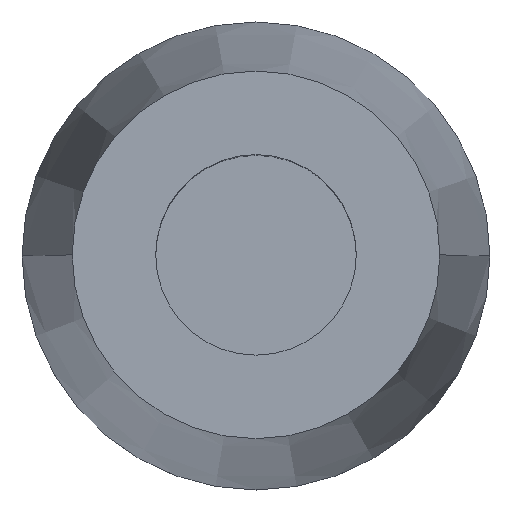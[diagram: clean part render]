
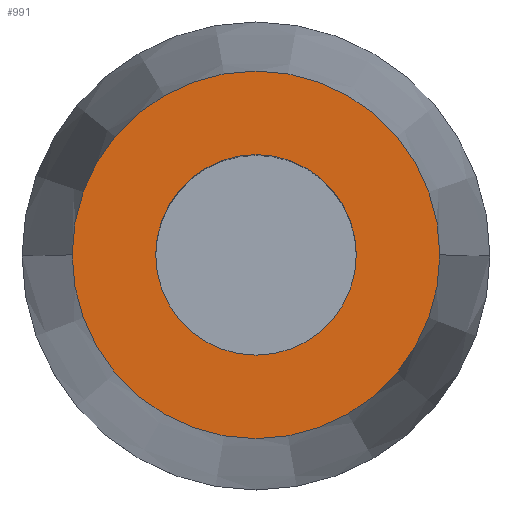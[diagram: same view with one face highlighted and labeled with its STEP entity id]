
A CAD part, top view. The second image highlights one B-rep face of the part: STEP entity #991.
In plain terms, the highlighted planar face has unit normal (0, 0, 1).
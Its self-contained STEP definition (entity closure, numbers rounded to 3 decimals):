
#122 = AXIS2_PLACEMENT_3D ( 'NONE', #2945, #2696, #177 ) ;
#161 = DIRECTION ( 'NONE',  ( 0., 0., 1. ) ) ;
#177 = DIRECTION ( 'NONE',  ( -1., 0., 0. ) ) ;
#192 = ORIENTED_EDGE ( 'NONE', *, *, #866, .F. ) ;
#236 = AXIS2_PLACEMENT_3D ( 'NONE', #2367, #2867, #852 ) ;
#286 = EDGE_CURVE ( 'NONE', #2786, #2566, #1763, .T. ) ;
#290 = CARTESIAN_POINT ( 'NONE',  ( 0., 0., 95. ) ) ;
#298 = ORIENTED_EDGE ( 'NONE', *, *, #574, .T. ) ;
#353 = ORIENTED_EDGE ( 'NONE', *, *, #3101, .T. ) ;
#386 = CARTESIAN_POINT ( 'NONE',  ( 9., 0., 95. ) ) ;
#419 = DIRECTION ( 'NONE',  ( -1., 0., 0. ) ) ;
#553 = AXIS2_PLACEMENT_3D ( 'NONE', #290, #1539, #2568 ) ;
#574 = EDGE_CURVE ( 'NONE', #2507, #1139, #851, .T. ) ;
#851 = CIRCLE ( 'NONE', #1140, 9. ) ;
#852 = DIRECTION ( 'NONE',  ( -1., 0., 0. ) ) ;
#866 = EDGE_CURVE ( 'NONE', #2566, #2786, #3016, .T. ) ;
#901 = CARTESIAN_POINT ( 'NONE',  ( 0., 0., 95. ) ) ;
#991 = ADVANCED_FACE ( 'NONE', ( #1064, #2823 ), #2409, .T. ) ;
#1064 = FACE_BOUND ( 'NONE', #2465, .T. ) ;
#1139 = VERTEX_POINT ( 'NONE', #1301 ) ;
#1140 = AXIS2_PLACEMENT_3D ( 'NONE', #1670, #2875, #419 ) ;
#1150 = DIRECTION ( 'NONE',  ( 1., 0., 0. ) ) ;
#1301 = CARTESIAN_POINT ( 'NONE',  ( -9., 0., 95. ) ) ;
#1455 = ORIENTED_EDGE ( 'NONE', *, *, #286, .F. ) ;
#1539 = DIRECTION ( 'NONE',  ( 0., 0., -1. ) ) ;
#1670 = CARTESIAN_POINT ( 'NONE',  ( 0., 0., 95. ) ) ;
#1763 = CIRCLE ( 'NONE', #122, 16.5 ) ;
#1888 = CARTESIAN_POINT ( 'NONE',  ( -16.5, 0., 95. ) ) ;
#2180 = CARTESIAN_POINT ( 'NONE',  ( 16.5, 0., 95. ) ) ;
#2353 = EDGE_LOOP ( 'NONE', ( #192, #1455 ) ) ;
#2367 = CARTESIAN_POINT ( 'NONE',  ( 0., 0., 95. ) ) ;
#2409 = PLANE ( 'NONE',  #2746 ) ;
#2465 = EDGE_LOOP ( 'NONE', ( #353, #298 ) ) ;
#2507 = VERTEX_POINT ( 'NONE', #386 ) ;
#2566 = VERTEX_POINT ( 'NONE', #1888 ) ;
#2568 = DIRECTION ( 'NONE',  ( -1., 0., 0. ) ) ;
#2696 = DIRECTION ( 'NONE',  ( 0., 0., -1. ) ) ;
#2746 = AXIS2_PLACEMENT_3D ( 'NONE', #901, #161, #1150 ) ;
#2786 = VERTEX_POINT ( 'NONE', #2180 ) ;
#2823 = FACE_OUTER_BOUND ( 'NONE', #2353, .T. ) ;
#2867 = DIRECTION ( 'NONE',  ( 0., 0., -1. ) ) ;
#2875 = DIRECTION ( 'NONE',  ( 0., 0., -1. ) ) ;
#2945 = CARTESIAN_POINT ( 'NONE',  ( 0., 0., 95. ) ) ;
#3016 = CIRCLE ( 'NONE', #553, 16.5 ) ;
#3101 = EDGE_CURVE ( 'NONE', #1139, #2507, #3187, .T. ) ;
#3187 = CIRCLE ( 'NONE', #236, 9. ) ;
